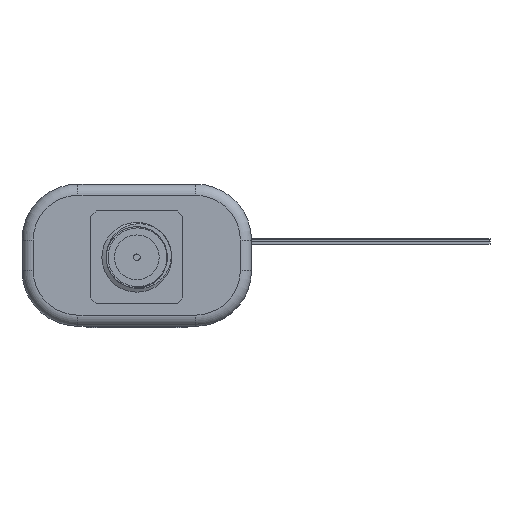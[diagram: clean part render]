
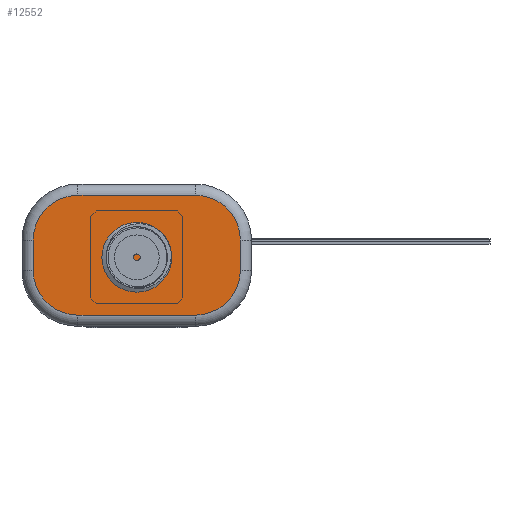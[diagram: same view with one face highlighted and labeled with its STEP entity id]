
A CAD part, front view. The second image highlights one B-rep face of the part: STEP entity #12552.
In plain terms, the highlighted planar face has unit normal (0, -1, 0).
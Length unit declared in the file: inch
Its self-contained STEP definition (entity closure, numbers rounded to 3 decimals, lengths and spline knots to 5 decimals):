
#86 = CARTESIAN_POINT ( 'NONE',  ( 1.69736, -1.00195, 0.00157 ) ) ;
#727 = AXIS2_PLACEMENT_3D ( 'NONE', #86, #6647, #37951 ) ;
#777 = LINE ( 'NONE', #6944, #4884 ) ;
#970 = CARTESIAN_POINT ( 'NONE',  ( 1.28398, -1.00195, 0.15906 ) ) ;
#1428 = DIRECTION ( 'NONE',  ( 1., 0., 0. ) ) ;
#2810 = ORIENTED_EDGE ( 'NONE', *, *, #9381, .T. ) ;
#2943 = EDGE_CURVE ( 'NONE', #9684, #7998, #6018, .T. ) ;
#3201 = DIRECTION ( 'NONE',  ( 0., -1., 0. ) ) ;
#3969 = DIRECTION ( 'NONE',  ( 1., 0., 0. ) ) ;
#4481 = DIRECTION ( 'NONE',  ( 1., 0., 0. ) ) ;
#4884 = VECTOR ( 'NONE', #31944, 39.37008 ) ;
#5579 = VERTEX_POINT ( 'NONE', #22678 ) ;
#5863 = ORIENTED_EDGE ( 'NONE', *, *, #12479, .T. ) ;
#6018 = CIRCLE ( 'NONE', #12570, 0.15748 ) ;
#6173 = CARTESIAN_POINT ( 'NONE',  ( 1.28398, -1.00195, -0.2622 ) ) ;
#6468 = DIRECTION ( 'NONE',  ( 1., 0., 0. ) ) ;
#6644 = CIRCLE ( 'NONE', #727, 0.15748 ) ;
#6647 = DIRECTION ( 'NONE',  ( 0., -1., 0. ) ) ;
#6728 = CARTESIAN_POINT ( 'NONE',  ( 1.08713, -1.00195, -0.2622 ) ) ;
#6740 = EDGE_CURVE ( 'NONE', #12872, #5579, #777, .T. ) ;
#6746 = VERTEX_POINT ( 'NONE', #970 ) ;
#6944 = CARTESIAN_POINT ( 'NONE',  ( 1.85484, -1.00195, -0.30157 ) ) ;
#7824 = CARTESIAN_POINT ( 'NONE',  ( 1.1265, -1.00195, -0.10472 ) ) ;
#7998 = VERTEX_POINT ( 'NONE', #6173 ) ;
#9272 = LINE ( 'NONE', #24884, #36460 ) ;
#9341 = CARTESIAN_POINT ( 'NONE',  ( 1.85484, -1.00195, -0.10472 ) ) ;
#9381 = EDGE_CURVE ( 'NONE', #25252, #12872, #36681, .T. ) ;
#9489 = FACE_OUTER_BOUND ( 'NONE', #18601, .T. ) ;
#9495 = DIRECTION ( 'NONE',  ( -1., 0., 0. ) ) ;
#9684 = VERTEX_POINT ( 'NONE', #7824 ) ;
#12412 = CARTESIAN_POINT ( 'NONE',  ( 1.08713, -1.00195, -0.30157 ) ) ;
#12461 = ORIENTED_EDGE ( 'NONE', *, *, #22605, .T. ) ;
#12479 = EDGE_CURVE ( 'NONE', #5579, #24643, #6644, .T. ) ;
#12552 = ADVANCED_FACE ( 'NONE', ( #9489 ), #38148, .T. ) ;
#12570 = AXIS2_PLACEMENT_3D ( 'NONE', #34213, #30556, #33608 ) ;
#12872 = VERTEX_POINT ( 'NONE', #9341 ) ;
#14014 = EDGE_CURVE ( 'NONE', #24643, #6746, #37562, .T. ) ;
#14457 = AXIS2_PLACEMENT_3D ( 'NONE', #26278, #26478, #1428 ) ;
#16050 = CARTESIAN_POINT ( 'NONE',  ( 1.28398, -1.00195, 0.15906 ) ) ;
#16735 = LINE ( 'NONE', #6728, #28689 ) ;
#16754 = ORIENTED_EDGE ( 'NONE', *, *, #6740, .T. ) ;
#16813 = AXIS2_PLACEMENT_3D ( 'NONE', #40043, #3201, #6468 ) ;
#18601 = EDGE_LOOP ( 'NONE', ( #38518, #12461, #25794, #24601, #33444, #2810, #16754, #5863 ) ) ;
#21149 = VECTOR ( 'NONE', #9495, 39.37008 ) ;
#22011 = DIRECTION ( 'NONE',  ( 0., -1., 0. ) ) ;
#22605 = EDGE_CURVE ( 'NONE', #6746, #24109, #26689, .T. ) ;
#22678 = CARTESIAN_POINT ( 'NONE',  ( 1.85484, -1.00195, 0.00157 ) ) ;
#23066 = EDGE_CURVE ( 'NONE', #24109, #9684, #9272, .T. ) ;
#23147 = CARTESIAN_POINT ( 'NONE',  ( 1.1265, -1.00195, 0.00157 ) ) ;
#24109 = VERTEX_POINT ( 'NONE', #23147 ) ;
#24601 = ORIENTED_EDGE ( 'NONE', *, *, #2943, .T. ) ;
#24643 = VERTEX_POINT ( 'NONE', #37968 ) ;
#24884 = CARTESIAN_POINT ( 'NONE',  ( 1.1265, -1.00195, -0.30157 ) ) ;
#25252 = VERTEX_POINT ( 'NONE', #28788 ) ;
#25794 = ORIENTED_EDGE ( 'NONE', *, *, #23066, .T. ) ;
#26278 = CARTESIAN_POINT ( 'NONE',  ( 1.69736, -1.00195, -0.10472 ) ) ;
#26478 = DIRECTION ( 'NONE',  ( 0., -1., 0. ) ) ;
#26689 = CIRCLE ( 'NONE', #16813, 0.15748 ) ;
#27223 = EDGE_CURVE ( 'NONE', #7998, #25252, #16735, .T. ) ;
#28689 = VECTOR ( 'NONE', #4481, 39.37008 ) ;
#28788 = CARTESIAN_POINT ( 'NONE',  ( 1.69736, -1.00195, -0.2622 ) ) ;
#30556 = DIRECTION ( 'NONE',  ( 0., -1., 0. ) ) ;
#31944 = DIRECTION ( 'NONE',  ( 0., 0., 1. ) ) ;
#33444 = ORIENTED_EDGE ( 'NONE', *, *, #27223, .T. ) ;
#33608 = DIRECTION ( 'NONE',  ( 1., 0., 0. ) ) ;
#34213 = CARTESIAN_POINT ( 'NONE',  ( 1.28398, -1.00195, -0.10472 ) ) ;
#36460 = VECTOR ( 'NONE', #40385, 39.37008 ) ;
#36681 = CIRCLE ( 'NONE', #14457, 0.15748 ) ;
#37562 = LINE ( 'NONE', #16050, #21149 ) ;
#37951 = DIRECTION ( 'NONE',  ( 1., 0., 0. ) ) ;
#37968 = CARTESIAN_POINT ( 'NONE',  ( 1.69736, -1.00195, 0.15906 ) ) ;
#38011 = AXIS2_PLACEMENT_3D ( 'NONE', #12412, #22011, #3969 ) ;
#38148 = PLANE ( 'NONE',  #38011 ) ;
#38518 = ORIENTED_EDGE ( 'NONE', *, *, #14014, .T. ) ;
#40043 = CARTESIAN_POINT ( 'NONE',  ( 1.28398, -1.00195, 0.00157 ) ) ;
#40385 = DIRECTION ( 'NONE',  ( 0., 0., -1. ) ) ;
